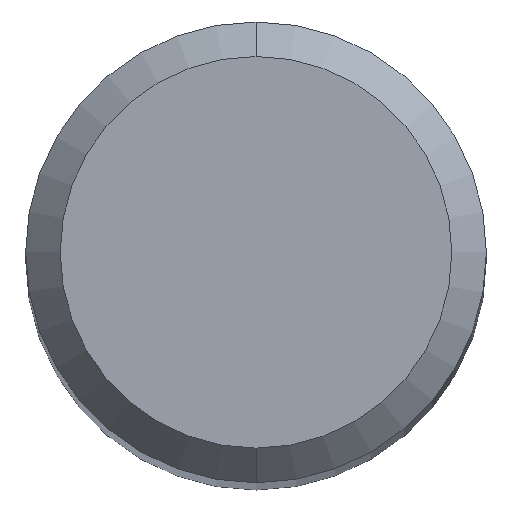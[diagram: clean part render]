
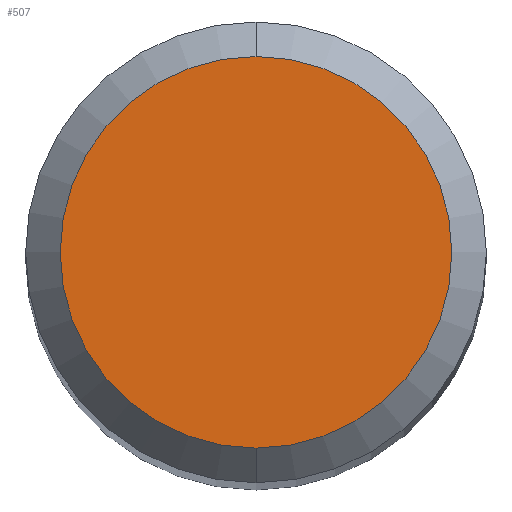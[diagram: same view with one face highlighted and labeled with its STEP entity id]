
A CAD part, top view. The second image highlights one B-rep face of the part: STEP entity #507.
In plain terms, the highlighted planar face has unit normal (0, 0, 1).
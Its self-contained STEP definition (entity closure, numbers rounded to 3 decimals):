
#507=ADVANCED_FACE('',(#1341),#1342,.T.);
#1035=EDGE_CURVE('',#1105,#1211,#1921,.T.);
#1105=VERTEX_POINT('',#1994);
#1143=EDGE_CURVE('',#1211,#1105,#2033,.T.);
#1211=VERTEX_POINT('',#2109);
#1341=FACE_OUTER_BOUND('',#2390,.T.);
#1342=PLANE('',#2391);
#1921=CIRCLE('',#4702,1.7);
#1994=CARTESIAN_POINT('',(0.0,1.7,0.0));
#2033=CIRCLE('',#5226,1.7);
#2109=CARTESIAN_POINT('',(0.,-1.7,0.0));
#2390=EDGE_LOOP('',(#5793,#5794));
#2391=AXIS2_PLACEMENT_3D('',#5795,#5796,#5797);
#4702=AXIS2_PLACEMENT_3D('',#6480,#6481,#6482);
#5226=AXIS2_PLACEMENT_3D('',#6541,#6542,#6543);
#5793=ORIENTED_EDGE('',*,*,#1035,.F.);
#5794=ORIENTED_EDGE('',*,*,#1143,.F.);
#5795=CARTESIAN_POINT('',(0.0,0.85,0.0));
#5796=DIRECTION('',(-0.0,0.0,1.0));
#5797=DIRECTION('',(0.0,-1.0,0.0));
#6480=CARTESIAN_POINT('',(0.0,0.0,0.0));
#6481=DIRECTION('',(0.0,0.0,-1.0));
#6482=DIRECTION('',(0.0,1.0,0.0));
#6541=CARTESIAN_POINT('',(0.0,0.0,0.0));
#6542=DIRECTION('',(0.0,0.0,-1.0));
#6543=DIRECTION('',(0.0,1.0,0.0));
